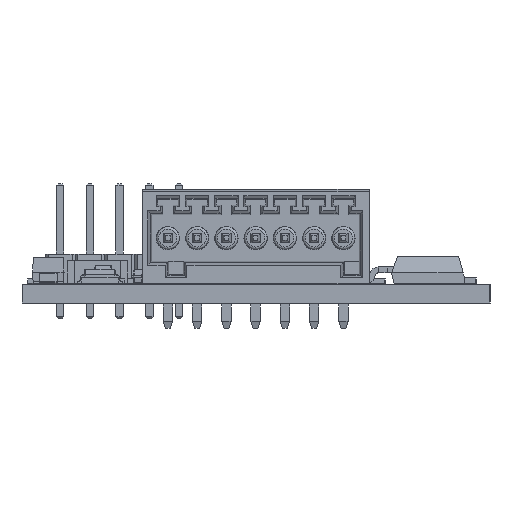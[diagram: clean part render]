
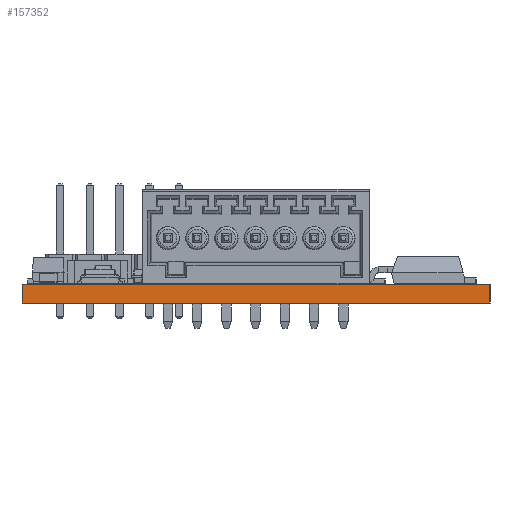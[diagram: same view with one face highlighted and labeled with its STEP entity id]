
A CAD part, left-side view. The second image highlights one B-rep face of the part: STEP entity #157352.
In plain terms, the highlighted planar face has unit normal (-1, 0, 0).
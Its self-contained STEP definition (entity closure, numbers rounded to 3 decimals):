
#151606 = PLANE('',#151607);
#151607 = AXIS2_PLACEMENT_3D('',#151608,#151609,#151610);
#151608 = CARTESIAN_POINT('',(100.001,-99.995,1.6));
#151609 = DIRECTION('',(-0.,-0.,-1.));
#151610 = DIRECTION('',(-1.,0.,0.));
#151660 = PLANE('',#151661);
#151661 = AXIS2_PLACEMENT_3D('',#151662,#151663,#151664);
#151662 = CARTESIAN_POINT('',(100.001,-99.995,0.));
#151663 = DIRECTION('',(-0.,-0.,-1.));
#151664 = DIRECTION('',(-1.,0.,0.));
#151693 = PLANE('',#151694);
#151694 = AXIS2_PLACEMENT_3D('',#151695,#151696,#151697);
#151695 = CARTESIAN_POINT('',(70.,-80.,0.));
#151696 = DIRECTION('',(0.,1.,0.));
#151697 = DIRECTION('',(1.,0.,0.));
#154177 = VERTEX_POINT('',#154178);
#154178 = CARTESIAN_POINT('',(70.,-120.,0.));
#154192 = PLANE('',#154193);
#154193 = AXIS2_PLACEMENT_3D('',#154194,#154195,#154196);
#154194 = CARTESIAN_POINT('',(92.975,-120.,0.));
#154195 = DIRECTION('',(0.,-1.,0.));
#154196 = DIRECTION('',(-1.,0.,0.));
#154204 = EDGE_CURVE('',#154177,#154205,#154207,.T.);
#154205 = VERTEX_POINT('',#154206);
#154206 = CARTESIAN_POINT('',(70.,-80.,0.));
#154207 = SURFACE_CURVE('',#154208,(#154212,#154219),.PCURVE_S1.);
#154208 = LINE('',#154209,#154210);
#154209 = CARTESIAN_POINT('',(70.,-120.,0.));
#154210 = VECTOR('',#154211,1.);
#154211 = DIRECTION('',(0.,1.,0.));
#154212 = PCURVE('',#151660,#154213);
#154213 = DEFINITIONAL_REPRESENTATION('',(#154214),#154218);
#154214 = LINE('',#154215,#154216);
#154215 = CARTESIAN_POINT('',(30.001,-20.005));
#154216 = VECTOR('',#154217,1.);
#154217 = DIRECTION('',(0.,1.));
#154218 = ( GEOMETRIC_REPRESENTATION_CONTEXT(2) 
PARAMETRIC_REPRESENTATION_CONTEXT() REPRESENTATION_CONTEXT('2D SPACE',''
  ) );
#154219 = PCURVE('',#154220,#154225);
#154220 = PLANE('',#154221);
#154221 = AXIS2_PLACEMENT_3D('',#154222,#154223,#154224);
#154222 = CARTESIAN_POINT('',(70.,-120.,0.));
#154223 = DIRECTION('',(-1.,0.,0.));
#154224 = DIRECTION('',(0.,1.,0.));
#154225 = DEFINITIONAL_REPRESENTATION('',(#154226),#154230);
#154226 = LINE('',#154227,#154228);
#154227 = CARTESIAN_POINT('',(0.,0.));
#154228 = VECTOR('',#154229,1.);
#154229 = DIRECTION('',(1.,0.));
#154230 = ( GEOMETRIC_REPRESENTATION_CONTEXT(2) 
PARAMETRIC_REPRESENTATION_CONTEXT() REPRESENTATION_CONTEXT('2D SPACE',''
  ) );
#156752 = VERTEX_POINT('',#156753);
#156753 = CARTESIAN_POINT('',(70.,-120.,1.6));
#156774 = EDGE_CURVE('',#156752,#156775,#156777,.T.);
#156775 = VERTEX_POINT('',#156776);
#156776 = CARTESIAN_POINT('',(70.,-80.,1.6));
#156777 = SURFACE_CURVE('',#156778,(#156782,#156789),.PCURVE_S1.);
#156778 = LINE('',#156779,#156780);
#156779 = CARTESIAN_POINT('',(70.,-120.,1.6));
#156780 = VECTOR('',#156781,1.);
#156781 = DIRECTION('',(0.,1.,0.));
#156782 = PCURVE('',#151606,#156783);
#156783 = DEFINITIONAL_REPRESENTATION('',(#156784),#156788);
#156784 = LINE('',#156785,#156786);
#156785 = CARTESIAN_POINT('',(30.001,-20.005));
#156786 = VECTOR('',#156787,1.);
#156787 = DIRECTION('',(0.,1.));
#156788 = ( GEOMETRIC_REPRESENTATION_CONTEXT(2) 
PARAMETRIC_REPRESENTATION_CONTEXT() REPRESENTATION_CONTEXT('2D SPACE',''
  ) );
#156789 = PCURVE('',#154220,#156790);
#156790 = DEFINITIONAL_REPRESENTATION('',(#156791),#156795);
#156791 = LINE('',#156792,#156793);
#156792 = CARTESIAN_POINT('',(0.,-1.6));
#156793 = VECTOR('',#156794,1.);
#156794 = DIRECTION('',(1.,0.));
#156795 = ( GEOMETRIC_REPRESENTATION_CONTEXT(2) 
PARAMETRIC_REPRESENTATION_CONTEXT() REPRESENTATION_CONTEXT('2D SPACE',''
  ) );
#157302 = EDGE_CURVE('',#154205,#156775,#157303,.T.);
#157303 = SURFACE_CURVE('',#157304,(#157308,#157315),.PCURVE_S1.);
#157304 = LINE('',#157305,#157306);
#157305 = CARTESIAN_POINT('',(70.,-80.,0.));
#157306 = VECTOR('',#157307,1.);
#157307 = DIRECTION('',(0.,0.,1.));
#157308 = PCURVE('',#151693,#157309);
#157309 = DEFINITIONAL_REPRESENTATION('',(#157310),#157314);
#157310 = LINE('',#157311,#157312);
#157311 = CARTESIAN_POINT('',(0.,0.));
#157312 = VECTOR('',#157313,1.);
#157313 = DIRECTION('',(0.,-1.));
#157314 = ( GEOMETRIC_REPRESENTATION_CONTEXT(2) 
PARAMETRIC_REPRESENTATION_CONTEXT() REPRESENTATION_CONTEXT('2D SPACE',''
  ) );
#157315 = PCURVE('',#154220,#157316);
#157316 = DEFINITIONAL_REPRESENTATION('',(#157317),#157321);
#157317 = LINE('',#157318,#157319);
#157318 = CARTESIAN_POINT('',(40.,0.));
#157319 = VECTOR('',#157320,1.);
#157320 = DIRECTION('',(0.,-1.));
#157321 = ( GEOMETRIC_REPRESENTATION_CONTEXT(2) 
PARAMETRIC_REPRESENTATION_CONTEXT() REPRESENTATION_CONTEXT('2D SPACE',''
  ) );
#157352 = ADVANCED_FACE('',(#157353),#154220,.T.);
#157353 = FACE_BOUND('',#157354,.T.);
#157354 = EDGE_LOOP('',(#157355,#157376,#157377,#157378));
#157355 = ORIENTED_EDGE('',*,*,#157356,.T.);
#157356 = EDGE_CURVE('',#154177,#156752,#157357,.T.);
#157357 = SURFACE_CURVE('',#157358,(#157362,#157369),.PCURVE_S1.);
#157358 = LINE('',#157359,#157360);
#157359 = CARTESIAN_POINT('',(70.,-120.,0.));
#157360 = VECTOR('',#157361,1.);
#157361 = DIRECTION('',(0.,0.,1.));
#157362 = PCURVE('',#154220,#157363);
#157363 = DEFINITIONAL_REPRESENTATION('',(#157364),#157368);
#157364 = LINE('',#157365,#157366);
#157365 = CARTESIAN_POINT('',(0.,0.));
#157366 = VECTOR('',#157367,1.);
#157367 = DIRECTION('',(0.,-1.));
#157368 = ( GEOMETRIC_REPRESENTATION_CONTEXT(2) 
PARAMETRIC_REPRESENTATION_CONTEXT() REPRESENTATION_CONTEXT('2D SPACE',''
  ) );
#157369 = PCURVE('',#154192,#157370);
#157370 = DEFINITIONAL_REPRESENTATION('',(#157371),#157375);
#157371 = LINE('',#157372,#157373);
#157372 = CARTESIAN_POINT('',(22.975,0.));
#157373 = VECTOR('',#157374,1.);
#157374 = DIRECTION('',(0.,-1.));
#157375 = ( GEOMETRIC_REPRESENTATION_CONTEXT(2) 
PARAMETRIC_REPRESENTATION_CONTEXT() REPRESENTATION_CONTEXT('2D SPACE',''
  ) );
#157376 = ORIENTED_EDGE('',*,*,#156774,.T.);
#157377 = ORIENTED_EDGE('',*,*,#157302,.F.);
#157378 = ORIENTED_EDGE('',*,*,#154204,.F.);
